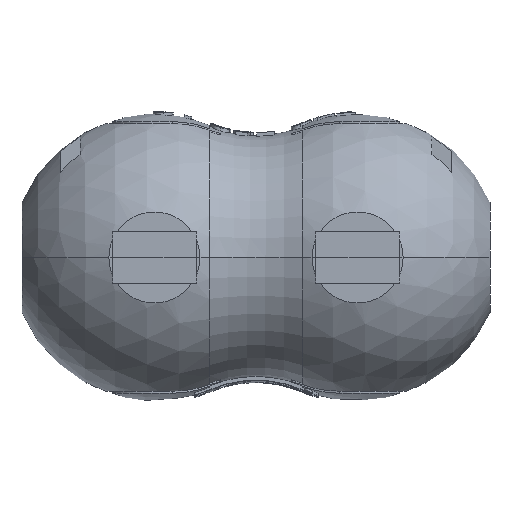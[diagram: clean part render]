
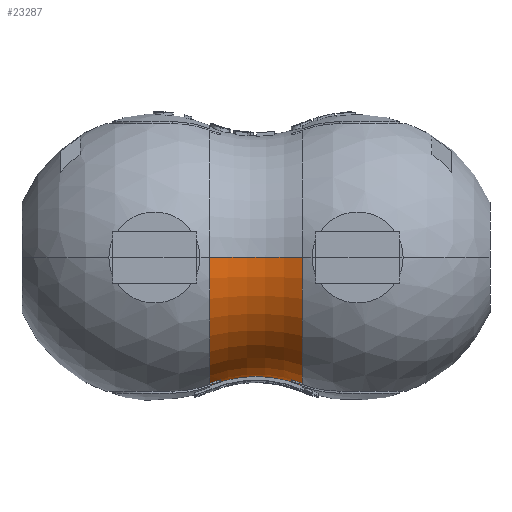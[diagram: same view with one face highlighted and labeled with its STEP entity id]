
A CAD part, front view. The second image highlights one B-rep face of the part: STEP entity #23287.
In plain terms, the highlighted toroidal (fillet/blend) face has major radius 20.292 mm and minor radius 10.1 mm.
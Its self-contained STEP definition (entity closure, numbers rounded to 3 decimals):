
#109=TOROIDAL_SURFACE('',#25911,20.292,10.1);
#526=B_SPLINE_CURVE_WITH_KNOTS('',3,(#40872,#40873,#40874,#40875),
 .UNSPECIFIED.,.F.,.F.,(4,4),(0.,0.001),
 .UNSPECIFIED.);
#528=B_SPLINE_CURVE_WITH_KNOTS('',3,(#40891,#40892,#40893,#40894),
 .UNSPECIFIED.,.F.,.F.,(4,4),(0.,0.001),
 .UNSPECIFIED.);
#530=B_SPLINE_CURVE_WITH_KNOTS('',3,(#40910,#40911,#40912,#40913,#40914,
#40915),.UNSPECIFIED.,.F.,.F.,(4,1,1,4),(0.,0.002,
0.004,0.008),.UNSPECIFIED.);
#537=B_SPLINE_CURVE_WITH_KNOTS('',3,(#41255,#41256,#41257,#41258),
 .UNSPECIFIED.,.F.,.F.,(4,4),(0.,0.001),
 .UNSPECIFIED.);
#632=B_SPLINE_CURVE_WITH_KNOTS('',3,(#43037,#43038,#43039,#43040),
 .UNSPECIFIED.,.F.,.F.,(4,4),(0.,0.001),
 .UNSPECIFIED.);
#10528=ORIENTED_EDGE('',*,*,#13783,.F.);
#10529=ORIENTED_EDGE('',*,*,#13781,.F.);
#10530=ORIENTED_EDGE('',*,*,#13776,.T.);
#10531=ORIENTED_EDGE('',*,*,#14638,.T.);
#10532=ORIENTED_EDGE('',*,*,#14666,.F.);
#10533=ORIENTED_EDGE('',*,*,#14667,.F.);
#10534=ORIENTED_EDGE('',*,*,#14668,.T.);
#10535=ORIENTED_EDGE('',*,*,#14669,.T.);
#10536=ORIENTED_EDGE('',*,*,#13943,.F.);
#10537=ORIENTED_EDGE('',*,*,#13771,.F.);
#10538=ORIENTED_EDGE('',*,*,#13770,.T.);
#10539=ORIENTED_EDGE('',*,*,#13767,.T.);
#13767=EDGE_CURVE('',#16544,#16543,#18151,.T.);
#13770=EDGE_CURVE('',#16545,#16544,#526,.T.);
#13771=EDGE_CURVE('',#16545,#16546,#18152,.T.);
#13776=EDGE_CURVE('',#16551,#16550,#528,.T.);
#13781=EDGE_CURVE('',#16551,#16554,#18154,.T.);
#13783=EDGE_CURVE('',#16554,#16543,#530,.T.);
#13943=EDGE_CURVE('',#16546,#16656,#537,.T.);
#14638=EDGE_CURVE('',#16550,#17041,#18468,.T.);
#14666=EDGE_CURVE('',#17057,#17041,#632,.T.);
#14667=EDGE_CURVE('',#17058,#17057,#18477,.T.);
#14668=EDGE_CURVE('',#17058,#17059,#18478,.T.);
#14669=EDGE_CURVE('',#17059,#16656,#18479,.T.);
#16543=VERTEX_POINT('',#40865);
#16544=VERTEX_POINT('',#40867);
#16545=VERTEX_POINT('',#40871);
#16546=VERTEX_POINT('',#40878);
#16550=VERTEX_POINT('',#40890);
#16551=VERTEX_POINT('',#40895);
#16554=VERTEX_POINT('',#40905);
#16656=VERTEX_POINT('',#41259);
#17041=VERTEX_POINT('',#42971);
#17057=VERTEX_POINT('',#43041);
#17058=VERTEX_POINT('',#43043);
#17059=VERTEX_POINT('',#43045);
#18151=CIRCLE('',#25208,10.96);
#18152=CIRCLE('',#25211,10.647);
#18154=CIRCLE('',#25215,10.96);
#18468=CIRCLE('',#25890,10.647);
#18477=CIRCLE('',#25912,10.96);
#18478=CIRCLE('',#25913,10.1);
#18479=CIRCLE('',#25914,10.96);
#19795=EDGE_LOOP('',(#10528,#10529,#10530,#10531,#10532,#10533,#10534,#10535,
#10536,#10537,#10538,#10539));
#21138=FACE_BOUND('',#19795,.T.);
#23287=ADVANCED_FACE('',(#21138),#109,.F.);
#25208=AXIS2_PLACEMENT_3D('',#40866,#30758,#30759);
#25211=AXIS2_PLACEMENT_3D('',#40877,#30766,#30767);
#25215=AXIS2_PLACEMENT_3D('',#40907,#30779,#30780);
#25890=AXIS2_PLACEMENT_3D('',#42972,#32569,#32570);
#25911=AXIS2_PLACEMENT_3D('',#43036,#32627,#32628);
#25912=AXIS2_PLACEMENT_3D('',#43042,#32629,#32630);
#25913=AXIS2_PLACEMENT_3D('',#43044,#32631,#32632);
#25914=AXIS2_PLACEMENT_3D('',#43046,#32633,#32634);
#30758=DIRECTION('',(1.,0.,0.));
#30759=DIRECTION('',(0.,1.,0.));
#30766=DIRECTION('',(-1.,0.,0.));
#30767=DIRECTION('',(0.,-1.,0.));
#30779=DIRECTION('',(1.,0.,0.));
#30780=DIRECTION('',(0.,1.,0.));
#32569=DIRECTION('',(-1.,0.,0.));
#32570=DIRECTION('',(0.,-1.,0.));
#32627=DIRECTION('',(1.,0.,0.));
#32628=DIRECTION('',(0.,1.,0.));
#32629=DIRECTION('',(1.,0.,0.));
#32630=DIRECTION('',(0.,1.,0.));
#32631=DIRECTION('',(0.,0.,-1.));
#32632=DIRECTION('',(0.,-1.,0.));
#32633=DIRECTION('',(1.,0.,0.));
#32634=DIRECTION('',(0.,1.,0.));
#40865=CARTESIAN_POINT('',(-105.481,612.445,33.753));
#40866=CARTESIAN_POINT('',(-105.481,610.271,23.011));
#40867=CARTESIAN_POINT('',(-105.481,612.828,33.668));
#40871=CARTESIAN_POINT('',(-104.618,612.662,33.386));
#40872=CARTESIAN_POINT('',(-104.618,612.662,33.386));
#40873=CARTESIAN_POINT('',(-104.91,612.711,33.468));
#40874=CARTESIAN_POINT('',(-105.198,612.767,33.562));
#40875=CARTESIAN_POINT('',(-105.481,612.828,33.668));
#40877=CARTESIAN_POINT('',(-104.618,610.271,23.011));
#40878=CARTESIAN_POINT('',(-104.618,613.169,33.256));
#40890=CARTESIAN_POINT('',(-98.618,612.662,33.386));
#40891=CARTESIAN_POINT('',(-97.754,612.828,33.668));
#40892=CARTESIAN_POINT('',(-98.037,612.767,33.562));
#40893=CARTESIAN_POINT('',(-98.325,612.711,33.468));
#40894=CARTESIAN_POINT('',(-98.618,612.662,33.386));
#40895=CARTESIAN_POINT('',(-97.754,612.828,33.668));
#40905=CARTESIAN_POINT('',(-97.754,612.445,33.753));
#40907=CARTESIAN_POINT('',(-97.754,610.271,23.011));
#40910=CARTESIAN_POINT('',(-97.754,612.445,33.753));
#40911=CARTESIAN_POINT('',(-98.368,612.445,33.493));
#40912=CARTESIAN_POINT('',(-99.624,612.445,33.103));
#40913=CARTESIAN_POINT('',(-102.283,612.445,32.833));
#40914=CARTESIAN_POINT('',(-104.252,612.445,33.233));
#40915=CARTESIAN_POINT('',(-105.481,612.445,33.753));
#41255=CARTESIAN_POINT('',(-104.618,613.169,33.256));
#41256=CARTESIAN_POINT('',(-104.91,613.22,33.336));
#41257=CARTESIAN_POINT('',(-105.198,613.277,33.428));
#41258=CARTESIAN_POINT('',(-105.481,613.341,33.532));
#41259=CARTESIAN_POINT('',(-105.481,613.341,33.532));
#42971=CARTESIAN_POINT('',(-98.618,613.169,33.256));
#42972=CARTESIAN_POINT('',(-98.618,610.271,23.011));
#43036=CARTESIAN_POINT('',(-101.618,610.271,23.011));
#43037=CARTESIAN_POINT('',(-97.754,613.341,33.532));
#43038=CARTESIAN_POINT('',(-98.037,613.277,33.428));
#43039=CARTESIAN_POINT('',(-98.325,613.22,33.336));
#43040=CARTESIAN_POINT('',(-98.618,613.169,33.256));
#43041=CARTESIAN_POINT('',(-97.754,613.341,33.532));
#43042=CARTESIAN_POINT('',(-97.754,610.271,23.011));
#43043=CARTESIAN_POINT('',(-97.754,621.231,23.011));
#43044=CARTESIAN_POINT('',(-101.618,630.562,23.011));
#43045=CARTESIAN_POINT('',(-105.481,621.231,23.011));
#43046=CARTESIAN_POINT('',(-105.481,610.271,23.011));
